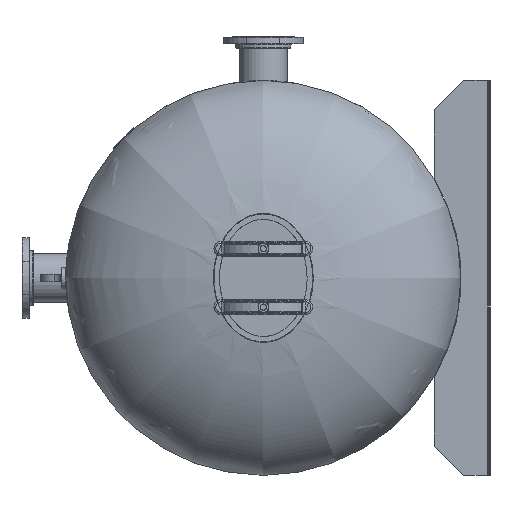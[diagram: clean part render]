
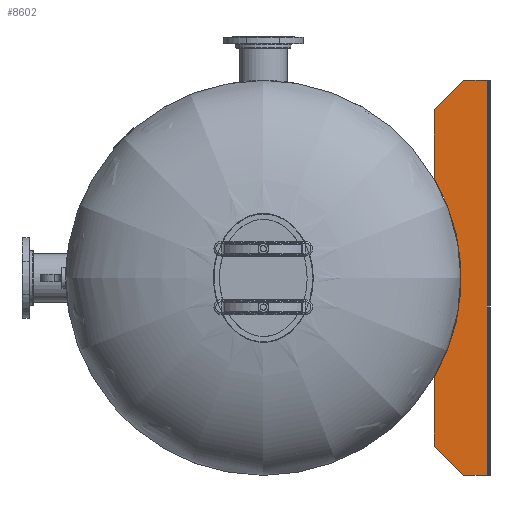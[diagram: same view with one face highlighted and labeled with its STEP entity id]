
A CAD part, left-side view. The second image highlights one B-rep face of the part: STEP entity #8602.
In plain terms, the highlighted face is planar.
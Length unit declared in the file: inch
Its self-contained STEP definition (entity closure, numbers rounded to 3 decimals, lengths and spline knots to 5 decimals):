
#959=CIRCLE('',#9698,27.0625);
#1199=PLANE('',#9697);
#1652=FACE_OUTER_BOUND('',#2199,.T.);
#2199=EDGE_LOOP('',(#7929,#7930,#7931,#7932,#7933,#7934,#7935,#7936));
#2820=LINE('',#18732,#3465);
#2824=LINE('',#18740,#3469);
#2827=LINE('',#18746,#3472);
#2828=LINE('',#18748,#3473);
#2829=LINE('',#18750,#3474);
#2830=LINE('',#18752,#3475);
#2831=LINE('',#18754,#3476);
#3465=VECTOR('',#11920,0.3937);
#3469=VECTOR('',#11926,0.3937);
#3472=VECTOR('',#11931,0.22413);
#3473=VECTOR('',#11932,0.3937);
#3474=VECTOR('',#11933,0.22413);
#3475=VECTOR('',#11934,0.3937);
#3476=VECTOR('',#11935,0.3937);
#4429=VERTEX_POINT('',#18730);
#4430=VERTEX_POINT('',#18731);
#4433=VERTEX_POINT('',#18739);
#4435=VERTEX_POINT('',#18745);
#4436=VERTEX_POINT('',#18747);
#4437=VERTEX_POINT('',#18749);
#4438=VERTEX_POINT('',#18751);
#4439=VERTEX_POINT('',#18753);
#5605=EDGE_CURVE('',#4429,#4430,#2820,.T.);
#5609=EDGE_CURVE('',#4433,#4430,#2824,.T.);
#5612=EDGE_CURVE('',#4435,#4429,#2827,.T.);
#5613=EDGE_CURVE('',#4435,#4436,#2828,.T.);
#5614=EDGE_CURVE('',#4436,#4437,#2829,.T.);
#5615=EDGE_CURVE('',#4438,#4437,#2830,.T.);
#5616=EDGE_CURVE('',#4438,#4439,#2831,.T.);
#5617=EDGE_CURVE('',#4439,#4433,#959,.T.);
#7929=ORIENTED_EDGE('',*,*,#5605,.F.);
#7930=ORIENTED_EDGE('',*,*,#5612,.F.);
#7931=ORIENTED_EDGE('',*,*,#5613,.T.);
#7932=ORIENTED_EDGE('',*,*,#5614,.T.);
#7933=ORIENTED_EDGE('',*,*,#5615,.F.);
#7934=ORIENTED_EDGE('',*,*,#5616,.T.);
#7935=ORIENTED_EDGE('',*,*,#5617,.T.);
#7936=ORIENTED_EDGE('',*,*,#5609,.T.);
#8602=ADVANCED_FACE('',(#1652),#1199,.F.);
#9697=AXIS2_PLACEMENT_3D('',#18744,#11929,#11930);
#9698=AXIS2_PLACEMENT_3D('',#18755,#11936,#11937);
#11920=DIRECTION('',(-0.707,0.,0.707));
#11926=DIRECTION('',(1.,0.,0.));
#11929=DIRECTION('center_axis',(0.,-1.,0.));
#11930=DIRECTION('ref_axis',(1.,0.,0.));
#11931=DIRECTION('',(0.,0.,1.));
#11932=DIRECTION('',(-1.,0.,0.));
#11933=DIRECTION('',(0.,0.,1.));
#11934=DIRECTION('',(-0.707,0.,-0.707));
#11935=DIRECTION('',(1.,0.,0.));
#11936=DIRECTION('center_axis',(0.,-1.,0.));
#11937=DIRECTION('ref_axis',(1.,0.,0.));
#18730=CARTESIAN_POINT('',(27.,2.,3.607));
#18731=CARTESIAN_POINT('',(23.,2.,7.607));
#18732=CARTESIAN_POINT('',(19.20006,2.,11.40694));
#18739=CARTESIAN_POINT('',(13.60685,2.,7.607));
#18740=CARTESIAN_POINT('',(-27.,2.,7.607));
#18744=CARTESIAN_POINT('Origin',(0.,2.,3.80677));
#18745=CARTESIAN_POINT('',(27.,2.,0.3586));
#18746=CARTESIAN_POINT('',(27.,2.,-0.34551));
#18747=CARTESIAN_POINT('',(-27.,2.,0.3586));
#18748=CARTESIAN_POINT('',(0.,2.,0.3586));
#18749=CARTESIAN_POINT('',(-27.,2.,3.607));
#18750=CARTESIAN_POINT('',(-27.,2.,-0.34551));
#18751=CARTESIAN_POINT('',(-23.,2.,7.607));
#18752=CARTESIAN_POINT('',(-19.20006,2.,11.40694));
#18753=CARTESIAN_POINT('',(-13.60685,2.,7.607));
#18754=CARTESIAN_POINT('',(-27.,2.,7.607));
#18755=CARTESIAN_POINT('Origin',(0.,2.,31.));
